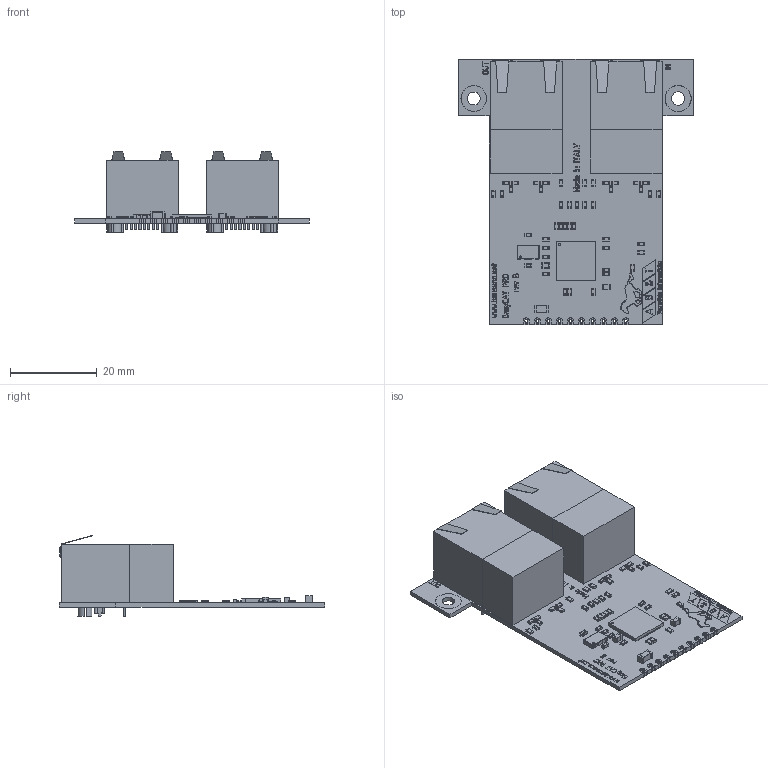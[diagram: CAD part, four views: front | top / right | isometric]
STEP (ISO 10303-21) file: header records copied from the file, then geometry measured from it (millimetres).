
FILE_DESCRIPTION(('FreeCAD Model'),'2;1');
FILE_NAME('Open CASCADE Shape Model','2022-10-27T08:26:06',(''),(''), 'Open CASCADE STEP processor 7.5','FreeCAD','Unknown');
FILE_SCHEMA(('AUTOMOTIVE_DESIGN { 1 0 10303 214 1 1 1 1 }'));
Length unit declared in the file: millimetre
Products named in the file (90): EasyCAT_PRO; QFN_76_1EP_9x9mm_P04mm_EP38x38mm; Extrude; Sketch; Extrude001; Extrude002; Extrude003; Extrude004; Extrude005; Extrude006; Extrude007; Extrude008; Extrude009; Extrude010; R_0603_1608Metric003; R_0603_1608Metric004; R_0603_1608Metric007; R_0603_1608Metric008; R_0603_1608Metric009; R_0603_1608Metric010; R_0603_1608Metric011; R_0603_1608Metric012; R_0603_1608Metric013; R_0603_1608Metric014; R_0603_1608Metric015; R_0603_1608Metric016; R_0603_1608Metric017; R_0603_1608Metric018; R_0603_1608Metric019; R_0603_1608Metric020; R_0603_1608Metric021; R_0603_1608Metric022; R_0603_1608Metric023; R_0603_1608Metric024; R_0603_1608Metric025; R_0603_1608Metric026; RJ046; Extrude011; Sketch011; Extrude012 ...
Assembly tree (89 placements, depth 2):
  EasyCAT_PRO
    QFN_76_1EP_9x9mm_P04mm_EP38x38mm
    Extrude
    Sketch
    Extrude001
    Extrude002
    Extrude003
    Extrude004
    Extrude005
    Extrude006
    Extrude007
    Extrude008
    Extrude009
    Extrude010
    R_0603_1608Metric003
    R_0603_1608Metric004
    R_0603_1608Metric007
    R_0603_1608Metric008
    R_0603_1608Metric009
    R_0603_1608Metric010
    R_0603_1608Metric011
    R_0603_1608Metric012
    R_0603_1608Metric013
    R_0603_1608Metric014
    R_0603_1608Metric015
    R_0603_1608Metric016
    R_0603_1608Metric017
    R_0603_1608Metric018
    R_0603_1608Metric019
    R_0603_1608Metric020
    R_0603_1608Metric021
    R_0603_1608Metric022
    R_0603_1608Metric023
    R_0603_1608Metric024
    R_0603_1608Metric025
    R_0603_1608Metric026
    RJ046
    Extrude011
    Sketch011
    Extrude012
    Sketch012
    RJ047
    R_0603_1608Metric027
    R_0603_1608Metric028
    R_0603_1608Metric029
    R_0603_1608Metric030
    R_0603_1608Metric031
    R_0603_1608Metric032
    R_0603_1608Metric033
    R_0603_1608Metric034
    R_0603_1608Metric035
    R_0603_1608Metric036
    R_0603_1608Metric037
    R_0603_1608Metric038
    R_0603_1608Metric039
    R_0603_1608Metric040
    R_0603_1608Metric041
    R_0603_1608Metric042
    R_0603_1608Metric043
    R_0603_1608Metric044
Bounding box: 54 x 61 x 18.68 mm (x, y, z)
Volume: 12104.5 mm3; surface area: 13099.5 mm2
Topology: 73 solids, 182 shells, 2776 faces, 10622 edges, 13096 vertices
Faces by surface type: plane 2067, cylinder 709
Full cylindrical faces by diameter (mm): 0.4 x1, 0.5 x25, 0.711 x10, 0.718 x10, 2.945 x1, 3.076 x1, 3.25 x4, 5.904 x1, 5.926 x1, 5.979 x1, 6.028 x1
Entity records: 244351 total; most frequent: CARTESIAN_POINT 51834, DIRECTION 30817, LINE 21132, VECTOR 21132, ORIENTED_EDGE 16088, PCURVE 16088, DEFINITIONAL_REPRESENTATION 16088, EDGE_CURVE 8918
